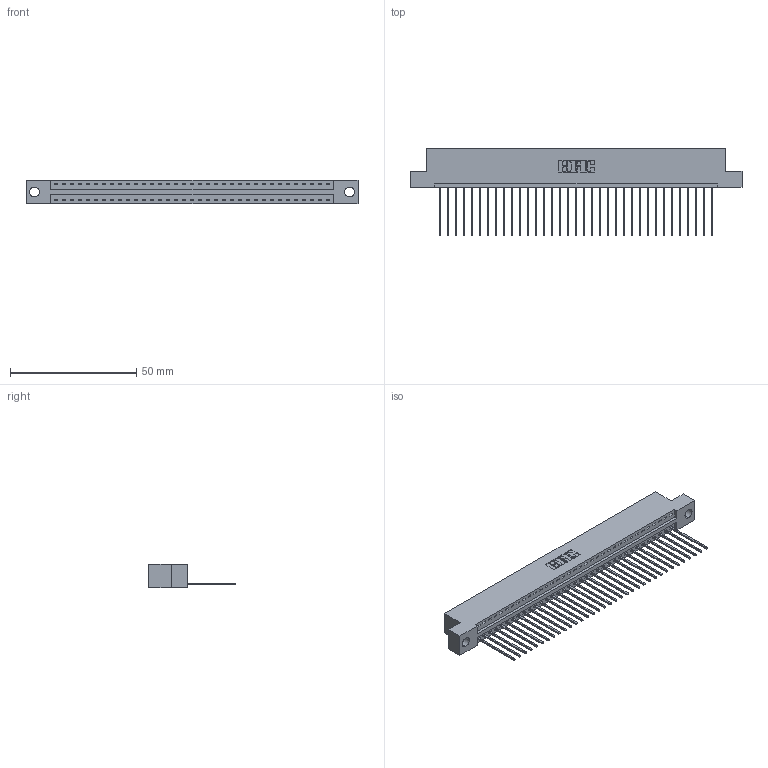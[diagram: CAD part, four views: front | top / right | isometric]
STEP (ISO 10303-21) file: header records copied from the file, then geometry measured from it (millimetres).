
FILE_DESCRIPTION (( 'STEP AP203' ), '1' );
FILE_NAME ('346-035-541-104.STEP', '2018-08-24T00:18:07', ( '' ), ( '' ), 'SwSTEP 2.0', 'SolidWorks 2016', '' );
FILE_SCHEMA (( 'CONFIG_CONTROL_DESIGN' ));
Length unit declared in the file: inch
Products named in the file (3): 345-292-001_345-293-141; 346-035-541-104; 346 Part_Flush Mounting Lugs - 0.156 Dia-TH
Assembly tree (36 placements, depth 2):
  346-035-541-104
    346 Part_Flush Mounting Lugs - 0.156 Dia-TH
    345-292-001_345-293-141  x35
Bounding box: 131.7 x 34.29 x 9.4 mm (x, y, z)
Volume: 12585.9 mm3; surface area: 16150.1 mm2
Topology: 36 solids, 36 shells, 2152 faces, 6489 edges, 4278 vertices
Faces by surface type: plane 1476, cylinder 676
Entity records: 22685 total; most frequent: CARTESIAN_POINT 3897, ORIENTED_EDGE 3866, DIRECTION 3447, EDGE_CURVE 1933, VECTOR 1661, LINE 1661, VERTEX_POINT 1286, AXIS2_PLACEMENT_3D 893
